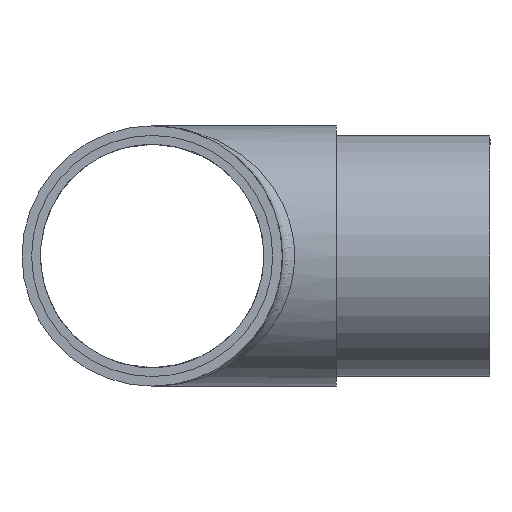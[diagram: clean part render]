
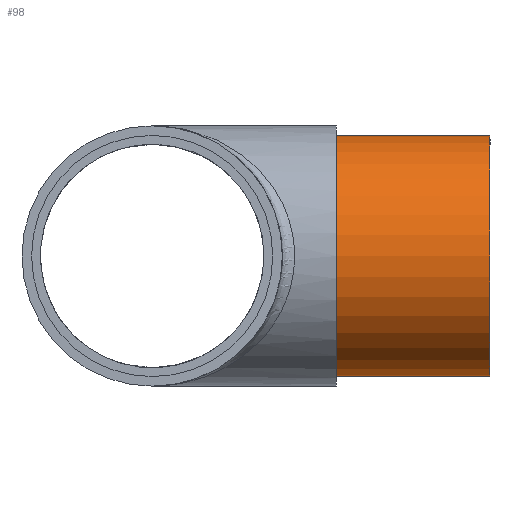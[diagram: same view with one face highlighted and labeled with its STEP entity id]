
A CAD part, left-side view. The second image highlights one B-rep face of the part: STEP entity #98.
In plain terms, the highlighted cylindrical face has radius 19.633 mm (diameter 39.266 mm), a full revolution.
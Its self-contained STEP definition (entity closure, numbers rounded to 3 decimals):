
#48=CYLINDRICAL_SURFACE('',#279,19.633);
#68=FACE_BOUND('',#137,.T.);
#69=FACE_BOUND('',#138,.T.);
#98=ADVANCED_FACE('',(#68,#69),#48,.T.);
#137=EDGE_LOOP('',(#179));
#138=EDGE_LOOP('',(#180));
#179=ORIENTED_EDGE('',*,*,#231,.T.);
#180=ORIENTED_EDGE('',*,*,#222,.T.);
#204=VERTEX_POINT('',#391);
#210=VERTEX_POINT('',#542);
#222=EDGE_CURVE('',#204,#204,#242,.T.);
#231=EDGE_CURVE('',#210,#210,#247,.T.);
#242=CIRCLE('',#265,19.633);
#247=CIRCLE('',#278,19.633);
#265=AXIS2_PLACEMENT_3D('',#390,#317,#318);
#278=AXIS2_PLACEMENT_3D('',#541,#343,#344);
#279=AXIS2_PLACEMENT_3D('',#543,#345,#346);
#317=DIRECTION('',(0.,-1.,0.));
#318=DIRECTION('',(0.,0.,-1.));
#343=DIRECTION('',(0.,1.,0.));
#344=DIRECTION('',(1.,0.,0.));
#345=DIRECTION('',(0.,1.,0.));
#346=DIRECTION('',(0.,0.,1.));
#390=CARTESIAN_POINT('',(0.,-51.2,0.));
#391=CARTESIAN_POINT('',(0.,-51.2,-19.633));
#541=CARTESIAN_POINT('',(0.,-76.2,0.));
#542=CARTESIAN_POINT('',(19.633,-76.2,0.));
#543=CARTESIAN_POINT('',(0.,-76.2,0.));
